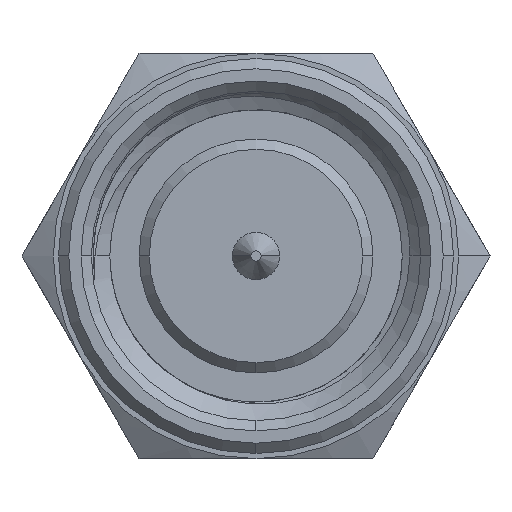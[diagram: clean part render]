
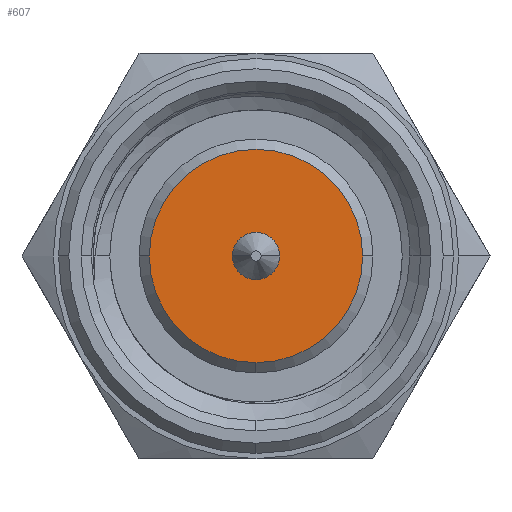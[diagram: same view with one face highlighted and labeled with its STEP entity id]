
A CAD part, left-side view. The second image highlights one B-rep face of the part: STEP entity #607.
In plain terms, the highlighted planar face has unit normal (-1, 0, 0).
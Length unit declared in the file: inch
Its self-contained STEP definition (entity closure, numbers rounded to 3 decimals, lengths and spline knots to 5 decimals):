
#35 = EDGE_CURVE ( 'NONE', #3500, #1281, #2677, .T. ) ;
#50 = CIRCLE ( 'NONE', #613, 0.08189 ) ;
#60 = DIRECTION ( 'NONE',  ( 0., 1., 0. ) ) ;
#133 = DIRECTION ( 'NONE',  ( 0., -1., 0. ) ) ;
#236 = AXIS2_PLACEMENT_3D ( 'NONE', #666, #1303, #60 ) ;
#247 = PLANE ( 'NONE',  #3170 ) ;
#270 = DIRECTION ( 'NONE',  ( -1., 0., 0. ) ) ;
#607 = ADVANCED_FACE ( 'NONE', ( #2312, #1437 ), #247, .T. ) ;
#613 = AXIS2_PLACEMENT_3D ( 'NONE', #3526, #837, #2069 ) ;
#643 = VERTEX_POINT ( 'NONE', #856 ) ;
#646 = CIRCLE ( 'NONE', #2044, 0.01811 ) ;
#666 = CARTESIAN_POINT ( 'NONE',  ( 0.12402, 0., 0. ) ) ;
#797 = AXIS2_PLACEMENT_3D ( 'NONE', #3419, #2833, #133 ) ;
#819 = CARTESIAN_POINT ( 'NONE',  ( 0.12402, 0., 0. ) ) ;
#837 = DIRECTION ( 'NONE',  ( 1., 0., 0. ) ) ;
#849 = CARTESIAN_POINT ( 'NONE',  ( 0.12402, 0., 0. ) ) ;
#856 = CARTESIAN_POINT ( 'NONE',  ( 0.12402, 0.01811, 0. ) ) ;
#863 = CIRCLE ( 'NONE', #797, 0.08189 ) ;
#869 = DIRECTION ( 'NONE',  ( 0., 1., 0. ) ) ;
#880 = EDGE_LOOP ( 'NONE', ( #2448, #3805 ) ) ;
#1074 = EDGE_CURVE ( 'NONE', #643, #3511, #3623, .T. ) ;
#1089 = EDGE_CURVE ( 'NONE', #1281, #2812, #863, .T. ) ;
#1155 = DIRECTION ( 'NONE',  ( -1., 0., 0. ) ) ;
#1192 = DIRECTION ( 'NONE',  ( 1., 0., 0. ) ) ;
#1247 = ORIENTED_EDGE ( 'NONE', *, *, #35, .F. ) ;
#1281 = VERTEX_POINT ( 'NONE', #1461 ) ;
#1303 = DIRECTION ( 'NONE',  ( -1., 0., 0. ) ) ;
#1310 = EDGE_CURVE ( 'NONE', #2812, #3500, #50, .T. ) ;
#1437 = FACE_OUTER_BOUND ( 'NONE', #2847, .T. ) ;
#1461 = CARTESIAN_POINT ( 'NONE',  ( 0.12402, -0.08189, 0. ) ) ;
#1463 = DIRECTION ( 'NONE',  ( 0., -1., 0. ) ) ;
#1832 = EDGE_CURVE ( 'NONE', #3511, #643, #646, .T. ) ;
#1996 = ORIENTED_EDGE ( 'NONE', *, *, #1089, .F. ) ;
#2044 = AXIS2_PLACEMENT_3D ( 'NONE', #819, #270, #1463 ) ;
#2069 = DIRECTION ( 'NONE',  ( 0., -1., 0. ) ) ;
#2312 = FACE_BOUND ( 'NONE', #880, .T. ) ;
#2448 = ORIENTED_EDGE ( 'NONE', *, *, #1832, .F. ) ;
#2677 = CIRCLE ( 'NONE', #3167, 0.08189 ) ;
#2812 = VERTEX_POINT ( 'NONE', #3640 ) ;
#2833 = DIRECTION ( 'NONE',  ( 1., 0., 0. ) ) ;
#2847 = EDGE_LOOP ( 'NONE', ( #1996, #1247, #3014 ) ) ;
#2985 = DIRECTION ( 'NONE',  ( 0., 0., 1. ) ) ;
#3014 = ORIENTED_EDGE ( 'NONE', *, *, #1310, .F. ) ;
#3167 = AXIS2_PLACEMENT_3D ( 'NONE', #849, #1192, #869 ) ;
#3170 = AXIS2_PLACEMENT_3D ( 'NONE', #3271, #1155, #2985 ) ;
#3271 = CARTESIAN_POINT ( 'NONE',  ( 0.12402, 0., 0. ) ) ;
#3419 = CARTESIAN_POINT ( 'NONE',  ( 0.12402, 0., 0. ) ) ;
#3500 = VERTEX_POINT ( 'NONE', #3848 ) ;
#3511 = VERTEX_POINT ( 'NONE', #3869 ) ;
#3526 = CARTESIAN_POINT ( 'NONE',  ( 0.12402, 0., 0. ) ) ;
#3623 = CIRCLE ( 'NONE', #236, 0.01811 ) ;
#3640 = CARTESIAN_POINT ( 'NONE',  ( 0.12402, 0., -0.08189 ) ) ;
#3805 = ORIENTED_EDGE ( 'NONE', *, *, #1074, .F. ) ;
#3848 = CARTESIAN_POINT ( 'NONE',  ( 0.12402, 0.08189, 0. ) ) ;
#3869 = CARTESIAN_POINT ( 'NONE',  ( 0.12402, -0.01811, 0. ) ) ;
